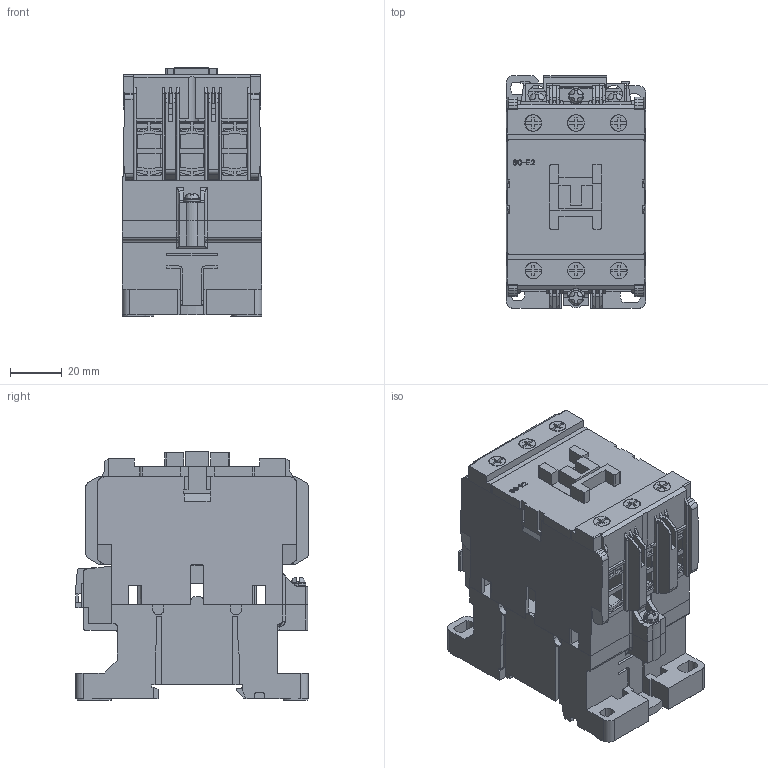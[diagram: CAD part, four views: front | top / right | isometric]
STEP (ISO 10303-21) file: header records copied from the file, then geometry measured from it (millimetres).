
FILE_DESCRIPTION (( 'STEP AP214' ), '1' );
FILE_NAME ('SC-E2-500VAC.step', '2016-04-18T19:05:34', ( '' ), ( '' ), 'SwSTEP 2.0', 'SolidWorks 2015', '' );
FILE_SCHEMA (( 'AUTOMOTIVE_DESIGN' ));
Length unit declared in the file: inch
Products named in the file (3): SC-E2_Upper Case Asm; SC-E2_Lower Case Asm; SC-E2-500VAC
Assembly tree (2 placements, depth 2):
  SC-E2-500VAC
    SC-E2_Lower Case Asm
    SC-E2_Upper Case Asm
Bounding box: 54 x 90 x 96 mm (x, y, z)
Volume: 257867.7 mm3; surface area: 98830.6 mm2
Topology: 31 solids, 31 shells, 1960 faces, 5701 edges, 3763 vertices
Faces by surface type: plane 1437, cylinder 436, bspline 61, cone 26
Entity records: 93040 total; most frequent: CARTESIAN_POINT 15280, ORIENTED_EDGE 11398, DIRECTION 10050, EDGE_CURVE 5699, LINE 4504, VECTOR 4504, VERTEX_POINT 3763, AXIS2_PLACEMENT_3D 2773
